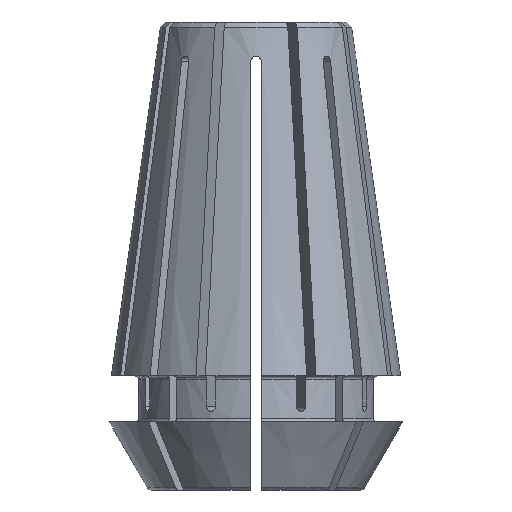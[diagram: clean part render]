
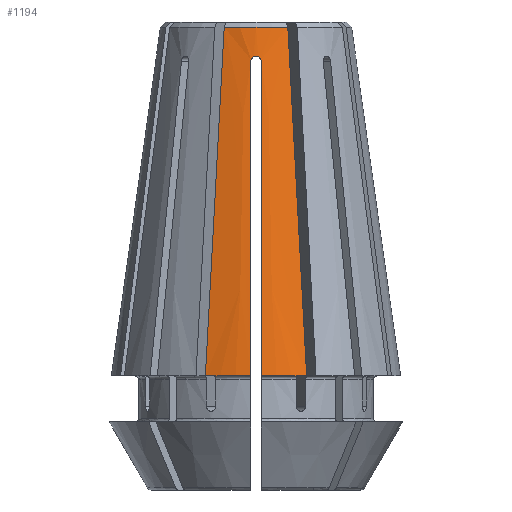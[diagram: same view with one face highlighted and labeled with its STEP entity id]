
A CAD part, front view. The second image highlights one B-rep face of the part: STEP entity #1194.
In plain terms, the highlighted conical face has half-angle 8 degrees and reference radius 5.577 mm.
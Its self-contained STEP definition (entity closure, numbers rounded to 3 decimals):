
#1114=CARTESIAN_POINT('',(-0.,0.,27.5));
#1115=DIRECTION('',(0.,0.,-1.));
#1116=DIRECTION('',(-1.,0.,-0.));
#1117=AXIS2_PLACEMENT_3D('',#1114,#1115,#1116);
#1118=CONICAL_SURFACE('',#1117,5.577,8.);
#1119=CARTESIAN_POINT('',(-2.974,-7.963,6.7));
#1120=VERTEX_POINT('',#1119);
#1121=CARTESIAN_POINT('',(-1.87,-5.299,27.2));
#1122=VERTEX_POINT('',#1121);
#1123=CARTESIAN_POINT('',(-2.974,-7.963,6.7));
#1124=CARTESIAN_POINT('',(-2.606,-7.075,13.533));
#1125=CARTESIAN_POINT('',(-2.238,-6.187,20.367));
#1126=CARTESIAN_POINT('',(-1.87,-5.299,27.2));
#1127=B_SPLINE_CURVE_WITH_KNOTS('',3,(#1123,#1124,#1125,#1126),.UNSPECIFIED.,.F.,.F.,(4,4),(0.,0.021),.UNSPECIFIED.);
#1128=EDGE_CURVE('',#1120,#1122,#1127,.T.);
#1129=ORIENTED_EDGE('',*,*,#1128,.F.);
#1130=CARTESIAN_POINT('',(-0.3,-8.495,6.7));
#1131=VERTEX_POINT('',#1130);
#1132=CARTESIAN_POINT('',(0.,0.,6.7));
#1133=DIRECTION('',(-0.,0.,1.));
#1134=DIRECTION('',(1.,0.,0.));
#1135=AXIS2_PLACEMENT_3D('',#1132,#1133,#1134);
#1136=CIRCLE('',#1135,8.5);
#1137=EDGE_CURVE('',#1120,#1131,#1136,.T.);
#1138=ORIENTED_EDGE('',*,*,#1137,.T.);
#1139=CARTESIAN_POINT('',(-0.3,-5.892,25.2));
#1140=VERTEX_POINT('',#1139);
#1141=CARTESIAN_POINT('',(-0.3,-5.892,25.2));
#1142=CARTESIAN_POINT('',(-0.3,-6.76,19.033));
#1143=CARTESIAN_POINT('',(-0.3,-7.627,12.867));
#1144=CARTESIAN_POINT('',(-0.3,-8.495,6.7));
#1145=B_SPLINE_CURVE_WITH_KNOTS('',3,(#1141,#1142,#1143,#1144),.UNSPECIFIED.,.F.,.F.,(4,4),(0.009,0.027),.UNSPECIFIED.);
#1146=EDGE_CURVE('',#1140,#1131,#1145,.T.);
#1147=ORIENTED_EDGE('',*,*,#1146,.F.);
#1148=CARTESIAN_POINT('',(0.3,-5.892,25.2));
#1149=VERTEX_POINT('',#1148);
#1150=CARTESIAN_POINT('',(-0.3,-5.892,25.2));
#1151=CARTESIAN_POINT('',(-0.3,-5.87,25.357));
#1152=CARTESIAN_POINT('',(0.,-5.845,25.643));
#1153=CARTESIAN_POINT('',(0.3,-5.87,25.357));
#1154=CARTESIAN_POINT('',(0.3,-5.892,25.2));
#1155=B_SPLINE_CURVE_WITH_KNOTS('',3,(#1150,#1151,#1152,#1153,#1154),.UNSPECIFIED.,.F.,.F.,(4,1,4),(0.,0.,0.),.UNSPECIFIED.);
#1156=EDGE_CURVE('',#1140,#1149,#1155,.T.);
#1157=ORIENTED_EDGE('',*,*,#1156,.T.);
#1158=CARTESIAN_POINT('',(0.3,-8.495,6.7));
#1159=VERTEX_POINT('',#1158);
#1160=CARTESIAN_POINT('',(0.3,-5.892,25.2));
#1161=CARTESIAN_POINT('',(0.3,-6.76,19.033));
#1162=CARTESIAN_POINT('',(0.3,-7.627,12.867));
#1163=CARTESIAN_POINT('',(0.3,-8.495,6.7));
#1164=B_SPLINE_CURVE_WITH_KNOTS('',3,(#1160,#1161,#1162,#1163),.UNSPECIFIED.,.F.,.F.,(4,4),(0.009,0.027),.UNSPECIFIED.);
#1165=EDGE_CURVE('',#1149,#1159,#1164,.T.);
#1166=ORIENTED_EDGE('',*,*,#1165,.T.);
#1167=CARTESIAN_POINT('',(2.974,-7.963,6.7));
#1168=VERTEX_POINT('',#1167);
#1169=CARTESIAN_POINT('',(0.,0.,6.7));
#1170=DIRECTION('',(-0.,0.,1.));
#1171=DIRECTION('',(1.,0.,0.));
#1172=AXIS2_PLACEMENT_3D('',#1169,#1170,#1171);
#1173=CIRCLE('',#1172,8.5);
#1174=EDGE_CURVE('',#1159,#1168,#1173,.T.);
#1175=ORIENTED_EDGE('',*,*,#1174,.T.);
#1176=CARTESIAN_POINT('',(1.87,-5.299,27.2));
#1177=VERTEX_POINT('',#1176);
#1178=CARTESIAN_POINT('',(1.87,-5.299,27.2));
#1179=CARTESIAN_POINT('',(2.238,-6.187,20.367));
#1180=CARTESIAN_POINT('',(2.606,-7.075,13.533));
#1181=CARTESIAN_POINT('',(2.974,-7.963,6.7));
#1182=B_SPLINE_CURVE_WITH_KNOTS('',3,(#1178,#1179,#1180,#1181),.UNSPECIFIED.,.F.,.F.,(4,4),(0.,0.021),.UNSPECIFIED.);
#1183=EDGE_CURVE('',#1177,#1168,#1182,.T.);
#1184=ORIENTED_EDGE('',*,*,#1183,.F.);
#1185=CARTESIAN_POINT('',(0.,0.,27.2));
#1186=DIRECTION('',(0.,0.,1.));
#1187=DIRECTION('',(1.,0.,-0.));
#1188=AXIS2_PLACEMENT_3D('',#1185,#1186,#1187);
#1189=CIRCLE('',#1188,5.619);
#1190=EDGE_CURVE('',#1122,#1177,#1189,.T.);
#1191=ORIENTED_EDGE('',*,*,#1190,.F.);
#1192=EDGE_LOOP('',(#1129,#1138,#1147,#1157,#1166,#1175,#1184,#1191));
#1193=FACE_BOUND('',#1192,.T.);
#1194=ADVANCED_FACE('',(#1193),#1118,.T.);
